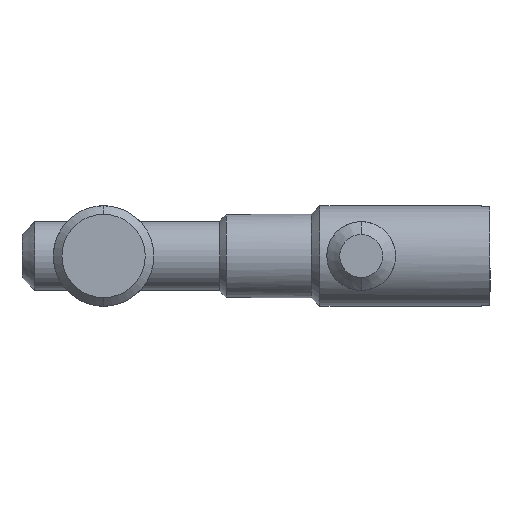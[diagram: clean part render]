
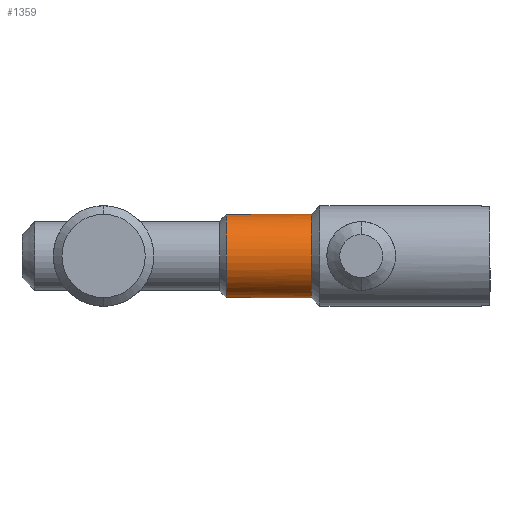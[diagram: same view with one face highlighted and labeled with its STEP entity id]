
A CAD part, front view. The second image highlights one B-rep face of the part: STEP entity #1359.
In plain terms, the highlighted cylindrical face has radius 4.85 mm (diameter 9.7 mm), a partial arc.
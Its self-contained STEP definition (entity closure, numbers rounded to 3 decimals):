
#10 = DIRECTION ( 'NONE',  ( 0., 0., -1. ) ) ;
#43 = CARTESIAN_POINT ( 'NONE',  ( -19.094, -4.612, -1.5 ) ) ;
#46 = CARTESIAN_POINT ( 'NONE',  ( -11., 0., 4.85 ) ) ;
#64 = VERTEX_POINT ( 'NONE', #43 ) ;
#67 = CARTESIAN_POINT ( 'NONE',  ( -22., 0., 4.85 ) ) ;
#79 = DIRECTION ( 'NONE',  ( 1., 0., 0. ) ) ;
#197 = ORIENTED_EDGE ( 'NONE', *, *, #2646, .F. ) ;
#209 = CARTESIAN_POINT ( 'NONE',  ( -22., -4.612, -1.5 ) ) ;
#282 = CARTESIAN_POINT ( 'NONE',  ( -22., 0., 0. ) ) ;
#301 = AXIS2_PLACEMENT_3D ( 'NONE', #282, #79, #1249 ) ;
#303 = CARTESIAN_POINT ( 'NONE',  ( -11., -4.612, 1.5 ) ) ;
#423 = AXIS2_PLACEMENT_3D ( 'NONE', #1097, #2002, #2724 ) ;
#425 = CARTESIAN_POINT ( 'NONE',  ( -19.094, -4.612, 1.5 ) ) ;
#432 = EDGE_CURVE ( 'NONE', #64, #2892, #2870, .T. ) ;
#467 = DIRECTION ( 'NONE',  ( 1., 0., 0. ) ) ;
#483 = DIRECTION ( 'NONE',  ( -1., 0., 0. ) ) ;
#514 = EDGE_CURVE ( 'NONE', #700, #2677, #2742, .T. ) ;
#534 = CIRCLE ( 'NONE', #2492, 4.85 ) ;
#588 = DIRECTION ( 'NONE',  ( 1., 0., 0. ) ) ;
#607 = DIRECTION ( 'NONE',  ( 1., 0., 0. ) ) ;
#618 = VERTEX_POINT ( 'NONE', #2974 ) ;
#690 = CARTESIAN_POINT ( 'NONE',  ( -0.8, 0., 0. ) ) ;
#700 = VERTEX_POINT ( 'NONE', #303 ) ;
#793 = VECTOR ( 'NONE', #2146, 1000. ) ;
#833 = CARTESIAN_POINT ( 'NONE',  ( -11., 0., 0. ) ) ;
#867 = ORIENTED_EDGE ( 'NONE', *, *, #1916, .T. ) ;
#894 = DIRECTION ( 'NONE',  ( 0., 0., -1. ) ) ;
#1004 = CIRCLE ( 'NONE', #2832, 4.85 ) ;
#1090 = CARTESIAN_POINT ( 'NONE',  ( -11., 0., -4.85 ) ) ;
#1097 = CARTESIAN_POINT ( 'NONE',  ( -11., 0., 0. ) ) ;
#1178 = ORIENTED_EDGE ( 'NONE', *, *, #514, .T. ) ;
#1188 = DIRECTION ( 'NONE',  ( 0., 0., 1. ) ) ;
#1231 = ORIENTED_EDGE ( 'NONE', *, *, #1302, .T. ) ;
#1249 = DIRECTION ( 'NONE',  ( 0., 0., -1. ) ) ;
#1302 = EDGE_CURVE ( 'NONE', #2705, #2064, #1755, .T. ) ;
#1328 = EDGE_CURVE ( 'NONE', #2892, #2705, #1707, .T. ) ;
#1359 = ADVANCED_FACE ( 'NONE', ( #1717 ), #1681, .T. ) ;
#1436 = CARTESIAN_POINT ( 'NONE',  ( -22., -4.612, 1.5 ) ) ;
#1574 = DIRECTION ( 'NONE',  ( 1., 0., 0. ) ) ;
#1640 = ORIENTED_EDGE ( 'NONE', *, *, #3297, .T. ) ;
#1681 = CYLINDRICAL_SURFACE ( 'NONE', #301, 4.85 ) ;
#1682 = EDGE_LOOP ( 'NONE', ( #197, #867, #1178, #1640, #2978, #2430, #1231, #2015 ) ) ;
#1707 = CIRCLE ( 'NONE', #423, 4.85 ) ;
#1717 = FACE_OUTER_BOUND ( 'NONE', #1682, .T. ) ;
#1742 = CARTESIAN_POINT ( 'NONE',  ( -22., 0., -4.85 ) ) ;
#1755 = LINE ( 'NONE', #1742, #793 ) ;
#1916 = EDGE_CURVE ( 'NONE', #3178, #700, #534, .T. ) ;
#2002 = DIRECTION ( 'NONE',  ( 1., 0., 0. ) ) ;
#2015 = ORIENTED_EDGE ( 'NONE', *, *, #2991, .T. ) ;
#2064 = VERTEX_POINT ( 'NONE', #2414 ) ;
#2146 = DIRECTION ( 'NONE',  ( 1., 0., 0. ) ) ;
#2413 = CARTESIAN_POINT ( 'NONE',  ( -11., -4.612, -1.5 ) ) ;
#2414 = CARTESIAN_POINT ( 'NONE',  ( -0.8, 0., -4.85 ) ) ;
#2430 = ORIENTED_EDGE ( 'NONE', *, *, #1328, .T. ) ;
#2492 = AXIS2_PLACEMENT_3D ( 'NONE', #833, #607, #10 ) ;
#2627 = AXIS2_PLACEMENT_3D ( 'NONE', #3128, #467, #894 ) ;
#2646 = EDGE_CURVE ( 'NONE', #3178, #618, #3219, .T. ) ;
#2677 = VERTEX_POINT ( 'NONE', #425 ) ;
#2705 = VERTEX_POINT ( 'NONE', #1090 ) ;
#2710 = VECTOR ( 'NONE', #588, 1000. ) ;
#2724 = DIRECTION ( 'NONE',  ( 0., 0., -1. ) ) ;
#2742 = LINE ( 'NONE', #1436, #2788 ) ;
#2788 = VECTOR ( 'NONE', #3464, 1000. ) ;
#2832 = AXIS2_PLACEMENT_3D ( 'NONE', #690, #483, #1188 ) ;
#2870 = LINE ( 'NONE', #209, #2875 ) ;
#2875 = VECTOR ( 'NONE', #1574, 1000. ) ;
#2892 = VERTEX_POINT ( 'NONE', #2413 ) ;
#2974 = CARTESIAN_POINT ( 'NONE',  ( -0.8, 0., 4.85 ) ) ;
#2978 = ORIENTED_EDGE ( 'NONE', *, *, #432, .T. ) ;
#2991 = EDGE_CURVE ( 'NONE', #2064, #618, #1004, .T. ) ;
#3053 = CIRCLE ( 'NONE', #2627, 4.85 ) ;
#3128 = CARTESIAN_POINT ( 'NONE',  ( -19.094, 0., 0. ) ) ;
#3178 = VERTEX_POINT ( 'NONE', #46 ) ;
#3219 = LINE ( 'NONE', #67, #2710 ) ;
#3297 = EDGE_CURVE ( 'NONE', #2677, #64, #3053, .T. ) ;
#3464 = DIRECTION ( 'NONE',  ( -1., 0., 0. ) ) ;
